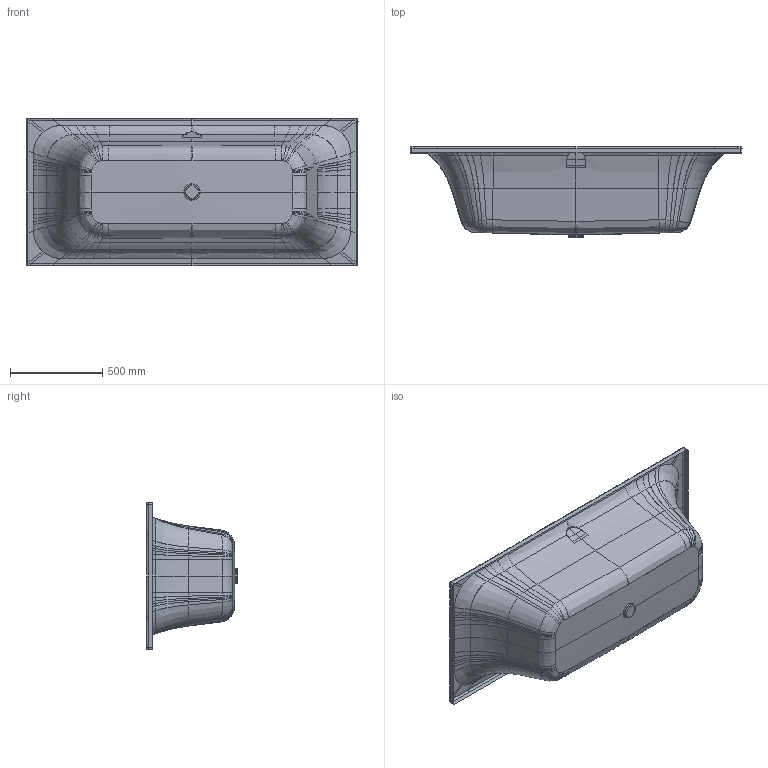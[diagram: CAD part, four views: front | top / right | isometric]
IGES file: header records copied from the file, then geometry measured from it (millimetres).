
Start section:  PTC IGES file: format180x80_final_self.igs
Global section: file name: format180x80_final_self.igs; native system: Pro/ENGINEER by Parametric Technology Corporation; preprocessor: 2008230; author: jdegroot; organization: Unknown; date: 20090925.112654; units: millimetre
Bounding box: 1800 x 493.66 x 800 mm (x, y, z)
Surface area: 2760141.5 mm2 (no closed solid volume)
Topology: 0 solids, 0 shells, 282 faces, 1288 edges, 1301 vertices
Faces by surface type: bspline 269, revolution 13
